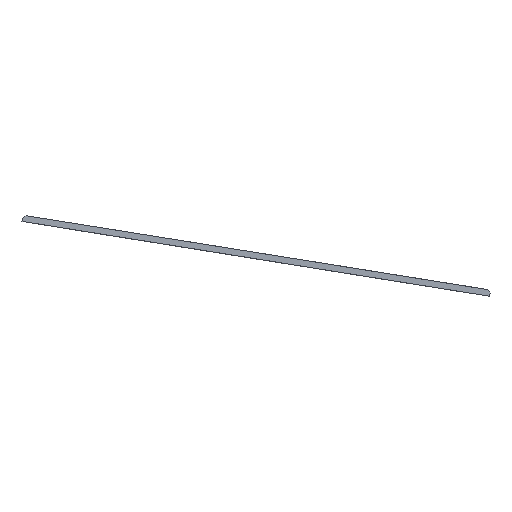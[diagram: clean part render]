
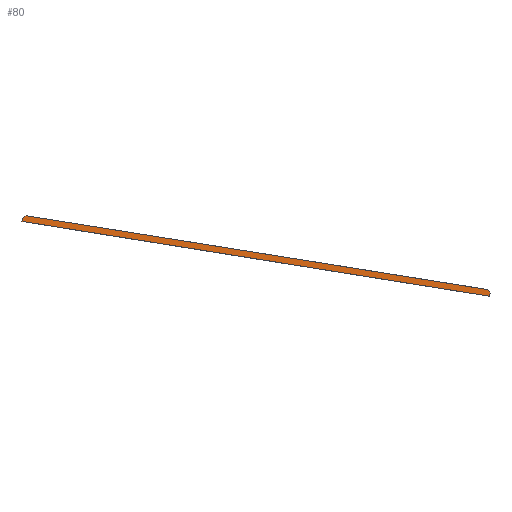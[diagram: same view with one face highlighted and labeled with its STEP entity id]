
A CAD part, left-side view. The second image highlights one B-rep face of the part: STEP entity #80.
In plain terms, the highlighted planar face has unit normal (-1, 0, 0).
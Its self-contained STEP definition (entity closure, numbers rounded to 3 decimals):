
#80=ADVANCED_FACE('',(#290),#291,.F.);
#290=FACE_OUTER_BOUND('',#1276,.T.);
#291=PLANE('',#1277);
#1276=EDGE_LOOP('',(#2283,#2284,#2285,#2286,#2287,#2288));
#1277=AXIS2_PLACEMENT_3D('',#2289,#2290,#2291);
#2283=ORIENTED_EDGE('',*,*,#3672,.F.);
#2284=ORIENTED_EDGE('',*,*,#3684,.T.);
#2285=ORIENTED_EDGE('',*,*,#3685,.F.);
#2286=ORIENTED_EDGE('',*,*,#3686,.T.);
#2287=ORIENTED_EDGE('',*,*,#3681,.T.);
#2288=ORIENTED_EDGE('',*,*,#3687,.T.);
#2289=CARTESIAN_POINT('',(-82.4,37.325,-0.028));
#2290=DIRECTION('',(1.0,0.,0.));
#2291=DIRECTION('',(0.,0.987,0.158));
#3672=EDGE_CURVE('',#4081,#4083,#4084,.T.);
#3681=EDGE_CURVE('',#4099,#4100,#4101,.T.);
#3684=EDGE_CURVE('',#4081,#4104,#4105,.T.);
#3685=EDGE_CURVE('',#4106,#4104,#4107,.T.);
#3686=EDGE_CURVE('',#4106,#4099,#4108,.T.);
#3687=EDGE_CURVE('',#4100,#4083,#4109,.T.);
#4081=VERTEX_POINT('',#4888);
#4083=VERTEX_POINT('',#4891);
#4084=LINE('',#4892,#4893);
#4099=VERTEX_POINT('',#4914);
#4100=VERTEX_POINT('',#4915);
#4101=LINE('',#4916,#4917);
#4104=VERTEX_POINT('',#4922);
#4105=LINE('',#4923,#4924);
#4106=VERTEX_POINT('',#4925);
#4107=LINE('',#4926,#4927);
#4108=LINE('',#4928,#4929);
#4109=LINE('',#4930,#4931);
#4888=CARTESIAN_POINT('',(-82.4,-37.444,-12.497));
#4891=CARTESIAN_POINT('',(-82.4,-37.365,-12.991));
#4892=CARTESIAN_POINT('',(-82.4,-37.523,-12.004));
#4893=VECTOR('',#5712,1.0);
#4914=CARTESIAN_POINT('',(-82.4,37.404,-0.522));
#4915=CARTESIAN_POINT('',(-82.4,37.483,-1.015));
#4916=CARTESIAN_POINT('',(-82.4,37.325,-0.028));
#4917=VECTOR('',#5725,1.0);
#4922=CARTESIAN_POINT('',(-82.4,-37.029,-11.925));
#4923=CARTESIAN_POINT('',(-82.4,-37.029,-11.925));
#4924=VECTOR('',#5728,1.0);
#4925=CARTESIAN_POINT('',(-82.4,36.832,-0.107));
#4926=CARTESIAN_POINT('',(-82.4,37.325,-0.028));
#4927=VECTOR('',#5729,1.0);
#4928=CARTESIAN_POINT('',(-82.4,36.832,-0.107));
#4929=VECTOR('',#5730,1.0);
#4930=CARTESIAN_POINT('',(-82.4,37.483,-1.015));
#4931=VECTOR('',#5731,1.0);
#5712=DIRECTION('',(0.,0.158,-0.987));
#5725=DIRECTION('',(0.,0.158,-0.987));
#5728=DIRECTION('',(0.,0.587,0.81));
#5729=DIRECTION('',(0.,-0.987,-0.158));
#5730=DIRECTION('',(0.,0.81,-0.587));
#5731=DIRECTION('',(0.,-0.987,-0.158));
